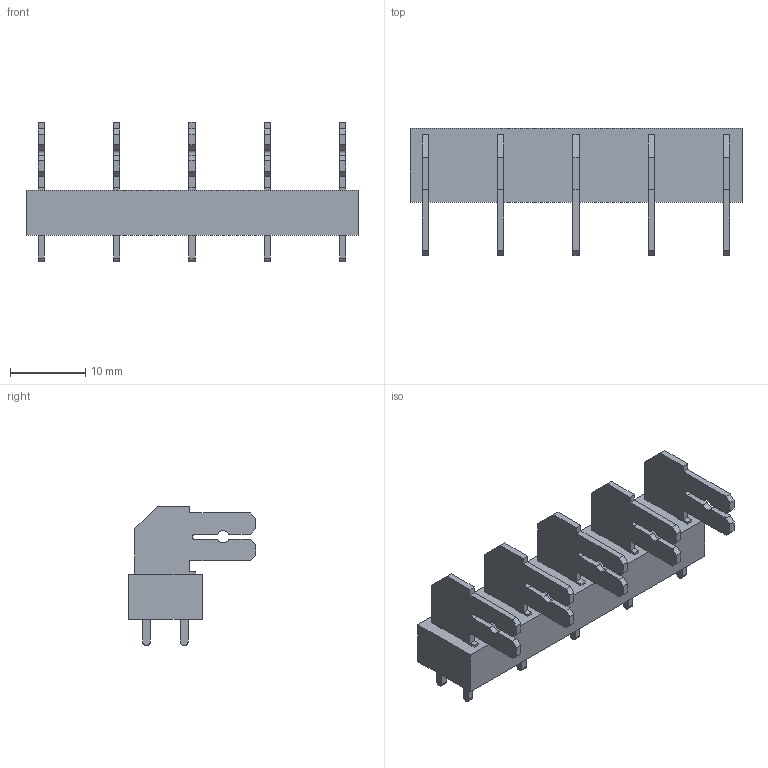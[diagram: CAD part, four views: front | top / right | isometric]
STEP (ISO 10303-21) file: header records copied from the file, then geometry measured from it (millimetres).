
FILE_DESCRIPTION(('CATIA V5 STEP Exchange','CAx-IF Rec.Pracs.--- Model Styling and Organization---1.2---2011-12-15'),'2;1');
FILE_NAME ('D1464951_0_9511730000_9511730000.stp','2018-08-31T15:20:24+00:00',('none'),('Weidmueller'),'CATIA Version 5-6 Release 2014','CATIA V5 STEP AP214','none');
FILE_SCHEMA(('AUTOMOTIVE_DESIGN { 1 0 10303 214 1 1 1 1 }'));
Length unit declared in the file: millimetre
Products named in the file (1): 9511730000
Bounding box: 44 x 16.85 x 18.5 mm (x, y, z)
Volume: 3048.5 mm3; surface area: 3391.1 mm2
Topology: 6 solids, 6 shells, 211 faces, 597 edges, 398 vertices
Faces by surface type: plane 186, cylinder 25
Entity records: 5985 total; most frequent: ORIENTED_EDGE 1194, CARTESIAN_POINT 1053, DIRECTION 711, EDGE_CURVE 597, VECTOR 547, LINE 547, VERTEX_POINT 398, EDGE_LOOP 231
